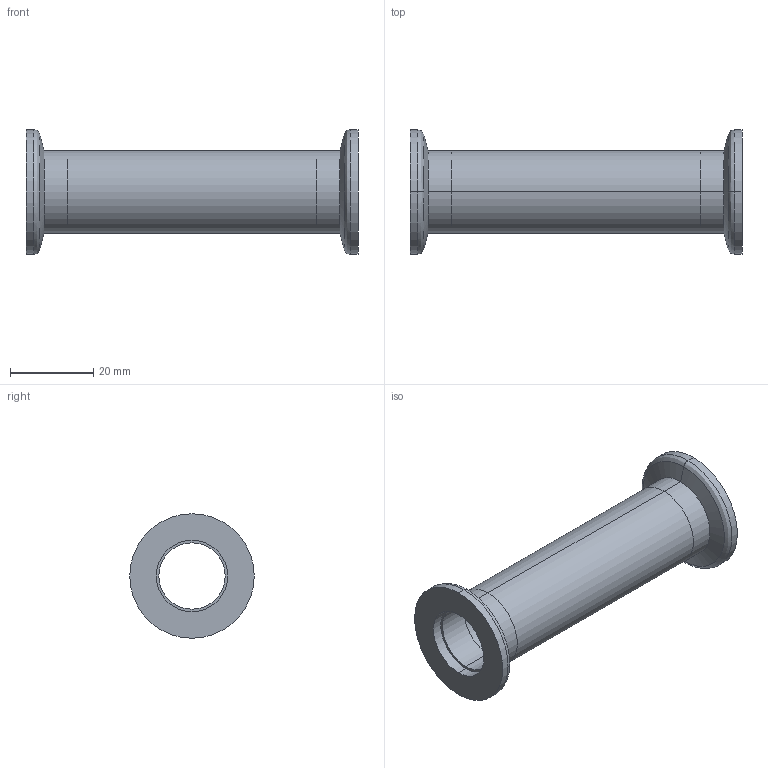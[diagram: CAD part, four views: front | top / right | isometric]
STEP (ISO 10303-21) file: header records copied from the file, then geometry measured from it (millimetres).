
FILE_DESCRIPTION( (''), '2;1');
FILE_NAME ('CAD714.368.VP5016_12037.stp','2016-04-04T15:45:08',(''),(''),'spGate 11.3.9','spGate','');
FILE_SCHEMA (('AUTOMOTIVE_DESIGN'));
Length unit declared in the file: millimetre
Products named in the file (4): Assembly; VP3016; VP3016_mr; VP5016-1
Assembly tree (3 placements, depth 2):
  Assembly
    VP3016
    VP3016_mr
    VP5016-1
Bounding box: 80 x 30 x 30 mm (x, y, z)
Volume: 11695.2 mm3; surface area: 11299.8 mm2
Topology: 3 solids, 3 shells, 36 faces, 72 edges, 44 vertices
Faces by surface type: cylinder 20, plane 8, bspline 8
Entity records: 1760 total; most frequent: CARTESIAN_POINT 324, DIRECTION 160, ORIENTED_EDGE 144, COLOUR_RGB 111, PRESENTATION_STYLE_ASSIGNMENT 111, STYLED_ITEM 111, AXIS2_PLACEMENT_3D 80, EDGE_CURVE 72
